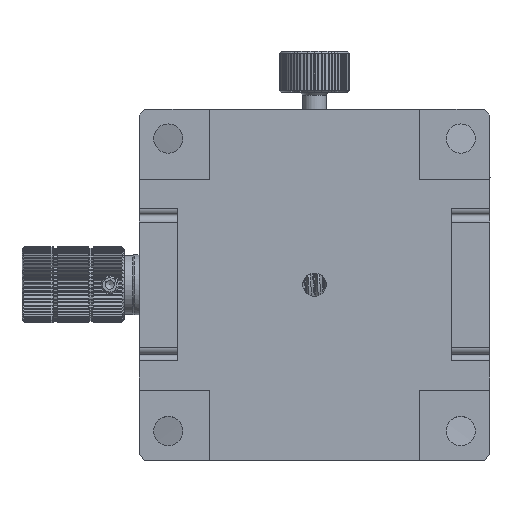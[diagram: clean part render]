
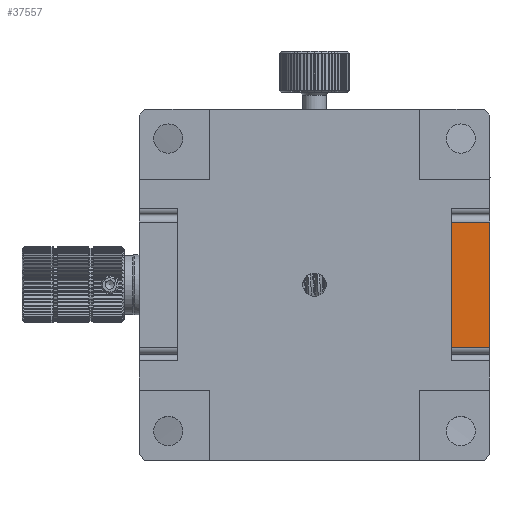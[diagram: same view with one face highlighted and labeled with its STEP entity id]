
A CAD part, top view. The second image highlights one B-rep face of the part: STEP entity #37557.
In plain terms, the highlighted planar face has unit normal (0, 0, 1).
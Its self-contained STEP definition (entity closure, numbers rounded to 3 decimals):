
#1398 = VECTOR ( 'NONE', #40894, 1000. ) ;
#3050 = EDGE_CURVE ( 'NONE', #35900, #33083, #59959, .T. ) ;
#3179 = CARTESIAN_POINT ( 'NONE',  ( 23.5, -10.7, 79.5 ) ) ;
#5983 = EDGE_LOOP ( 'NONE', ( #9605, #14766, #34919, #40630 ) ) ;
#9475 = EDGE_CURVE ( 'NONE', #23399, #9477, #10716, .T. ) ;
#9477 = VERTEX_POINT ( 'NONE', #29184 ) ;
#9605 = ORIENTED_EDGE ( 'NONE', *, *, #50343, .F. ) ;
#10716 = LINE ( 'NONE', #54156, #33530 ) ;
#14766 = ORIENTED_EDGE ( 'NONE', *, *, #9475, .F. ) ;
#16856 = VECTOR ( 'NONE', #40014, 1000. ) ;
#18137 = LINE ( 'NONE', #37241, #58297 ) ;
#18757 = DIRECTION ( 'NONE',  ( -1., 0., 0. ) ) ;
#19253 = DIRECTION ( 'NONE',  ( -1., 0., 0. ) ) ;
#21234 = CARTESIAN_POINT ( 'NONE',  ( 23.5, 11.9, 79.5 ) ) ;
#23399 = VERTEX_POINT ( 'NONE', #47295 ) ;
#28120 = CARTESIAN_POINT ( 'NONE',  ( 23.5, 10.7, 79.5 ) ) ;
#28227 = AXIS2_PLACEMENT_3D ( 'NONE', #37734, #28311, #19253 ) ;
#28311 = DIRECTION ( 'NONE',  ( 0., 0., -1. ) ) ;
#29184 = CARTESIAN_POINT ( 'NONE',  ( 30., -10.7, 79.5 ) ) ;
#33083 = VERTEX_POINT ( 'NONE', #28120 ) ;
#33530 = VECTOR ( 'NONE', #47964, 1000. ) ;
#34919 = ORIENTED_EDGE ( 'NONE', *, *, #50612, .F. ) ;
#35900 = VERTEX_POINT ( 'NONE', #3179 ) ;
#37241 = CARTESIAN_POINT ( 'NONE',  ( 30., -10.7, 79.5 ) ) ;
#37557 = ADVANCED_FACE ( 'NONE', ( #42419 ), #38035, .F. ) ;
#37734 = CARTESIAN_POINT ( 'NONE',  ( 30., 11.9, 79.5 ) ) ;
#38035 = PLANE ( 'NONE',  #28227 ) ;
#40014 = DIRECTION ( 'NONE',  ( 0., 1., 0. ) ) ;
#40630 = ORIENTED_EDGE ( 'NONE', *, *, #3050, .F. ) ;
#40894 = DIRECTION ( 'NONE',  ( 1., 0., 0. ) ) ;
#42419 = FACE_OUTER_BOUND ( 'NONE', #5983, .T. ) ;
#45283 = LINE ( 'NONE', #55262, #1398 ) ;
#47295 = CARTESIAN_POINT ( 'NONE',  ( 30., 10.7, 79.5 ) ) ;
#47964 = DIRECTION ( 'NONE',  ( 0., -1., 0. ) ) ;
#50343 = EDGE_CURVE ( 'NONE', #9477, #35900, #18137, .T. ) ;
#50612 = EDGE_CURVE ( 'NONE', #33083, #23399, #45283, .T. ) ;
#54156 = CARTESIAN_POINT ( 'NONE',  ( 30., 11.9, 79.5 ) ) ;
#55262 = CARTESIAN_POINT ( 'NONE',  ( 30., 10.7, 79.5 ) ) ;
#58297 = VECTOR ( 'NONE', #18757, 1000. ) ;
#59959 = LINE ( 'NONE', #21234, #16856 ) ;
